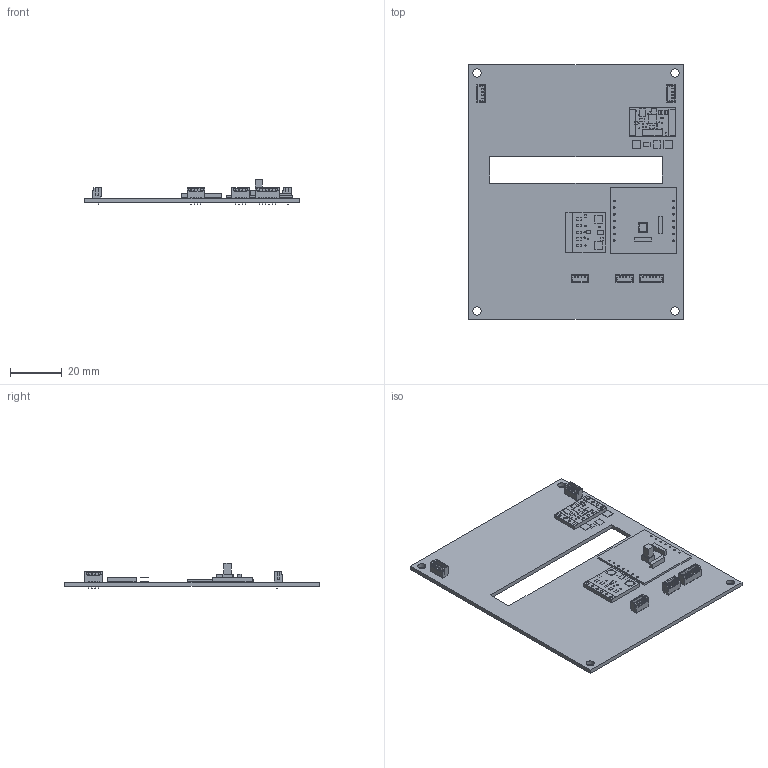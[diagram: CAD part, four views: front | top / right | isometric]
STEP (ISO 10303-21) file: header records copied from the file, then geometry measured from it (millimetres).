
FILE_DESCRIPTION(('KiCad electronic assembly'),'2;1');
FILE_NAME('Panel_A.step','2021-04-06T15:53:04',('An Author'),( 'A Company'),'Open CASCADE STEP processor 6.9', 'KiCad to STEP converter','Unknown');
FILE_SCHEMA(('AUTOMOTIVE_DESIGN { 1 0 10303 214 1 1 1 1 }'));
Length unit declared in the file: millimetre
Products named in the file (12): Open CASCADE STEP translator 6.9 1; 530470410; COMPOUND; RM3100; SOLID; SparkFun_Digital_Temperature_Sensor_Breakout_-_TMP102; 530470610; SparkFun_MPU-9250_Breakout
Assembly tree (14 placements, depth 3):
  Open CASCADE STEP translator 6.9 1
    530470410  x4
      COMPOUND
    RM3100
      SOLID
    SparkFun_Digital_Temperature_Sensor_Breakout_-_TMP102
      COMPOUND
    530470610
      COMPOUND
    SparkFun_MPU-9250_Breakout
      COMPOUND
    COMPOUND
Bounding box: 82.6 x 98 x 9.62 mm (x, y, z)
Volume: 13274.5 mm3; surface area: 19980.8 mm2
Topology: 41 solids, 41 shells, 1200 faces, 3156 edges, 2130 vertices
Faces by surface type: plane 1052, cylinder 148
Full cylindrical faces by diameter (mm): 0.381 x21, 0.5 x22, 0.508 x6, 1 x28, 1.016 x17, 3.048 x2, 3.2 x4
Entity records: 50123 total; most frequent: CARTESIAN_POINT 11235, DIRECTION 7048, LINE 4912, VECTOR 4912, ORIENTED_EDGE 3704, PCURVE 3704, DEFINITIONAL_REPRESENTATION 3704, EDGE_CURVE 1852
